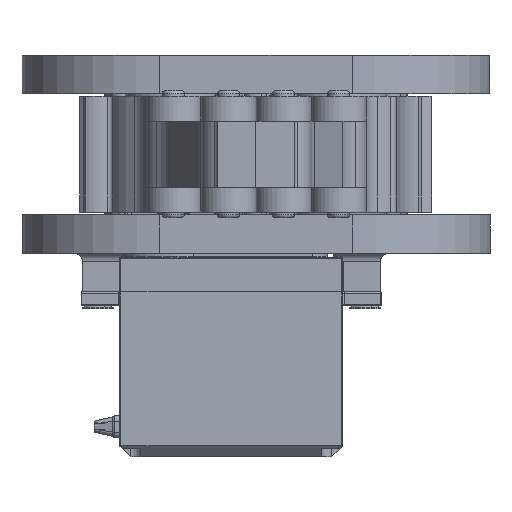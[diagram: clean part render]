
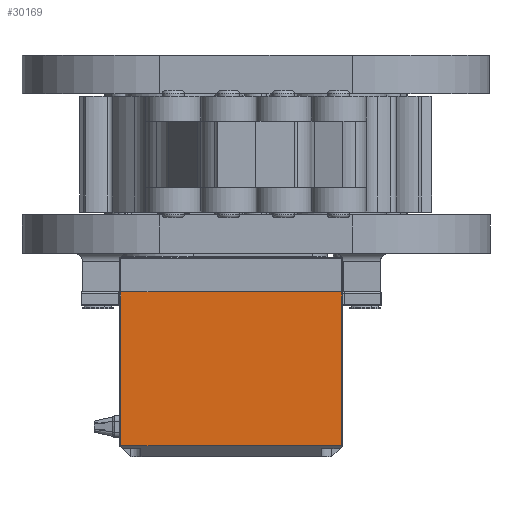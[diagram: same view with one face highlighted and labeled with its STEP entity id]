
A CAD part, top view. The second image highlights one B-rep face of the part: STEP entity #30169.
In plain terms, the highlighted face is planar.
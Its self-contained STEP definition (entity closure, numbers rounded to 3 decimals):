
#23817=CARTESIAN_POINT('Vertex',(20.05,2.,-10.)) ;
#23820=CARTESIAN_POINT('Line Origine',(20.05,2.,-10.)) ;
#23824=CARTESIAN_POINT('Vertex',(20.05,29.94,-10.)) ;
#23846=CARTESIAN_POINT('Line Origine',(0.,29.94,-10.)) ;
#23850=CARTESIAN_POINT('Vertex',(-20.05,29.94,-10.)) ;
#24456=CARTESIAN_POINT('Line Origine',(-20.05,2.,-10.)) ;
#24460=CARTESIAN_POINT('Vertex',(-20.05,2.,-10.)) ;
#30153=CARTESIAN_POINT('Axis2P3D Location',(20.25,2.,-10.)) ;
#30158=CARTESIAN_POINT('Line Origine',(0.,2.,-10.)) ;
#23821=DIRECTION('Vector Direction',(0.,1.,0.)) ;
#23847=DIRECTION('Vector Direction',(-1.,0.,0.)) ;
#24457=DIRECTION('Vector Direction',(0.,1.,0.)) ;
#30154=DIRECTION('Axis2P3D Direction',(0.,0.,-1.)) ;
#30155=DIRECTION('Axis2P3D XDirection',(-1.,0.,0.)) ;
#30159=DIRECTION('Vector Direction',(-1.,0.,0.)) ;
#30156=AXIS2_PLACEMENT_3D('Plane Axis2P3D',#30153,#30154,#30155) ;
#30164=ORIENTED_EDGE('',*,*,#23826,.F.) ;
#30165=ORIENTED_EDGE('',*,*,#30162,.T.) ;
#30166=ORIENTED_EDGE('',*,*,#24462,.F.) ;
#30167=ORIENTED_EDGE('',*,*,#23852,.F.) ;
#23822=VECTOR('Line Direction',#23821,1.) ;
#23848=VECTOR('Line Direction',#23847,1.) ;
#24458=VECTOR('Line Direction',#24457,1.) ;
#30160=VECTOR('Line Direction',#30159,1.) ;
#30169=ADVANCED_FACE('Body1',(#30168),#30157,.T.) ;
#23826=EDGE_CURVE('',#23818,#23825,#23823,.T.) ;
#23852=EDGE_CURVE('',#23825,#23851,#23849,.T.) ;
#24462=EDGE_CURVE('',#23851,#24461,#24459,.F.) ;
#30162=EDGE_CURVE('',#23818,#24461,#30161,.T.) ;
#30163=EDGE_LOOP('',(#30164,#30165,#30166,#30167)) ;
#30168=FACE_OUTER_BOUND('',#30163,.T.) ;
#23823=LINE('Line',#23820,#23822) ;
#23849=LINE('Line',#23846,#23848) ;
#24459=LINE('Line',#24456,#24458) ;
#30161=LINE('Line',#30158,#30160) ;
#30157=PLANE('',#30156) ;
#23818=VERTEX_POINT('',#23817) ;
#23825=VERTEX_POINT('',#23824) ;
#23851=VERTEX_POINT('',#23850) ;
#24461=VERTEX_POINT('',#24460) ;
